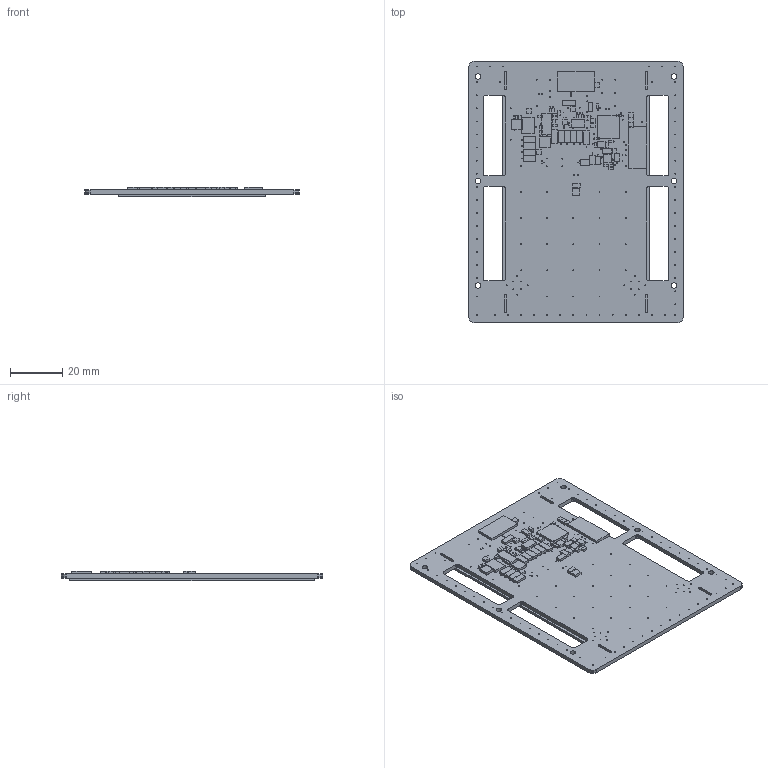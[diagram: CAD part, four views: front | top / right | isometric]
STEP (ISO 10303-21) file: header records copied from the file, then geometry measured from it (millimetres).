
FILE_DESCRIPTION(('Open CASCADE Model'),'2;1');
FILE_NAME('Open CASCADE Shape Model','2017-01-23T18:25:55',('Author'),( 'Open CASCADE'),'Open CASCADE STEP processor 6.7','Open CASCADE 6.7' ,'Unknown');
FILE_SCHEMA(('AUTOMOTIVE_DESIGN_CC2 { 1 2 10303 214 -1 1 5 4 }'));
Length unit declared in the file: millimetre
Products named in the file (42): 1u_panel_8581; PCB; 1206-B; _0402-B-NOSILK; _0603-B-NOSILK; C0603; CON-1_27-F-HARTING-1522012X601XXX; CF-2MM-RA-1X8-PRECIDIP-831; DO214AC; L2012C; VISHAY-DALE-IFSR-1515AHER; ALTA-FIVE-CELL-THROUGH-SLOT; SOT23; SO8; SOT23HOLE; _0805-B-NOSILK; 2MM-TEST-POINT; TSSOP-8; SOT23-8_TI-DCN; SOT23-5; MSOP10; QFP32-7X7; CRYSTAL_2_5X2; trace
Assembly tree (71 placements, depth 2):
  1u_panel_8581
    PCB
    1206-B  x8
    _0402-B-NOSILK  x10
    _0402-B-NOSILK  x2
    _0402-B-NOSILK
    _0402-B-NOSILK
    _0603-B-NOSILK
    C0603  x2
    CON-1_27-F-HARTING-1522012X601XXX
    CF-2MM-RA-1X8-PRECIDIP-831
    DO214AC  x2
    DO214AC
    L2012C
    VISHAY-DALE-IFSR-1515AHER
    ALTA-FIVE-CELL-THROUGH-SLOT
    SOT23
    SO8
    SOT23HOLE
    _0402-B-NOSILK  x3
    _0402-B-NOSILK
    _0402-B-NOSILK  x3
    _0805-B-NOSILK
    _0402-B-NOSILK
    _0402-B-NOSILK
    _0805-B-NOSILK
    _0402-B-NOSILK
    _0402-B-NOSILK
    _0805-B-NOSILK
    _0402-B-NOSILK
    _0402-B-NOSILK  x2
    2MM-TEST-POINT  x11
    TSSOP-8
    SOT23-8_TI-DCN
    SOT23-5
    MSOP10
    QFP32-7X7
    CRYSTAL_2_5X2
  trace
  trace
  trace
  trace
Bounding box: 82 x 100 x 3.6 mm (x, y, z)
Volume: 17088.3 mm3; surface area: 28504.7 mm2
Topology: 71 solids, 71 shells, 900 faces, 2274 edges, 1516 vertices
Faces by surface type: plane 666, cylinder 234
Full cylindrical faces by diameter (mm): 0.33 x214, 0.74 x11, 1.5 x1, 1.6 x2, 2.1 x6
Entity records: 49661 total; most frequent: CARTESIAN_POINT 10418, DIRECTION 7134, LINE 4662, VECTOR 4662, ORIENTED_EDGE 3732, PCURVE 3732, DEFINITIONAL_REPRESENTATION 3732, EDGE_CURVE 1866
